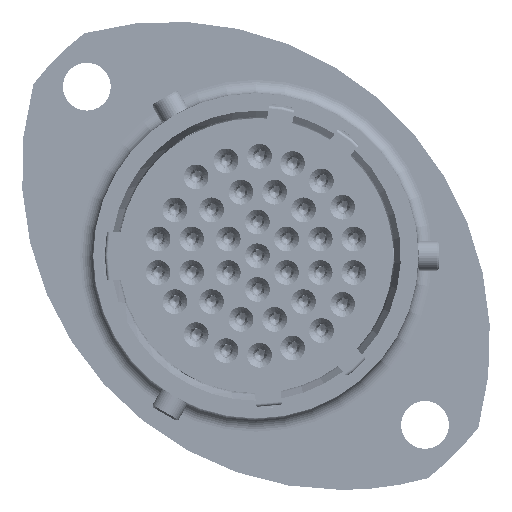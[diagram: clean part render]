
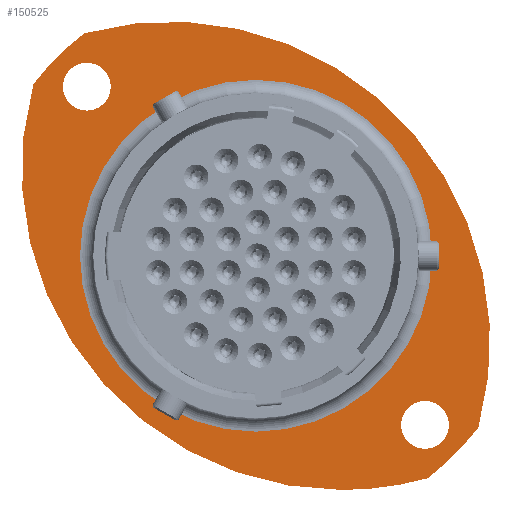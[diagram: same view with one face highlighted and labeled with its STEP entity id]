
A CAD part, left-side view. The second image highlights one B-rep face of the part: STEP entity #150525.
In plain terms, the highlighted planar face has unit normal (-1, 0, 0).
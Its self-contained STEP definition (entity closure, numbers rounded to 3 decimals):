
#1081 = CARTESIAN_POINT ( 'NONE',  ( 15.98, 11.49, 13.115 ) ) ;
#2196 = AXIS2_PLACEMENT_3D ( 'NONE', #25299, #23802, #2570 ) ;
#2570 = DIRECTION ( 'NONE',  ( 0., 0., -1. ) ) ;
#2897 = VERTEX_POINT ( 'NONE', #136568 ) ;
#3110 = ORIENTED_EDGE ( 'NONE', *, *, #19420, .T. ) ;
#3218 = AXIS2_PLACEMENT_3D ( 'NONE', #134367, #18305, #66033 ) ;
#3314 = DIRECTION ( 'NONE',  ( 0., 0., 1. ) ) ;
#4337 = ORIENTED_EDGE ( 'NONE', *, *, #34636, .T. ) ;
#5345 = FACE_BOUND ( 'NONE', #119401, .T. ) ;
#5690 = DIRECTION ( 'NONE',  ( 0., 0., -1. ) ) ;
#8332 = EDGE_CURVE ( 'NONE', #132129, #34178, #105260, .T. ) ;
#15372 = CARTESIAN_POINT ( 'NONE',  ( 15.98, 0., 11.955 ) ) ;
#16322 = DIRECTION ( 'NONE',  ( 1., 0., 0. ) ) ;
#16895 = CARTESIAN_POINT ( 'NONE',  ( 15.98, -15.118, -11.673 ) ) ;
#18305 = DIRECTION ( 'NONE',  ( -1., 0., 0. ) ) ;
#18946 = ORIENTED_EDGE ( 'NONE', *, *, #54788, .T. ) ;
#18985 = ORIENTED_EDGE ( 'NONE', *, *, #91515, .F. ) ;
#19420 = EDGE_CURVE ( 'NONE', #94723, #132304, #77689, .T. ) ;
#20405 = AXIS2_PLACEMENT_3D ( 'NONE', #27204, #40440, #109528 ) ;
#20906 = ORIENTED_EDGE ( 'NONE', *, *, #21014, .T. ) ;
#21014 = EDGE_CURVE ( 'NONE', #34178, #99068, #48622, .T. ) ;
#21244 = CARTESIAN_POINT ( 'NONE',  ( 15.98, 15.118, 11.673 ) ) ;
#23236 = CARTESIAN_POINT ( 'NONE',  ( 15.98, -5.834, 5.834 ) ) ;
#23802 = DIRECTION ( 'NONE',  ( -1., 0., 0. ) ) ;
#25299 = CARTESIAN_POINT ( 'NONE',  ( 15.98, 11.49, 11.49 ) ) ;
#27204 = CARTESIAN_POINT ( 'NONE',  ( 15.98, 0., 0. ) ) ;
#29668 = PLANE ( 'NONE',  #91165 ) ;
#31651 = CARTESIAN_POINT ( 'NONE',  ( 15.98, -5.834, 5.834 ) ) ;
#31883 = CARTESIAN_POINT ( 'NONE',  ( 15.98, 0., 0. ) ) ;
#33419 = CARTESIAN_POINT ( 'NONE',  ( 15.98, 5.834, -5.834 ) ) ;
#34178 = VERTEX_POINT ( 'NONE', #21244 ) ;
#34636 = EDGE_CURVE ( 'NONE', #109406, #44727, #87952, .T. ) ;
#34888 = VERTEX_POINT ( 'NONE', #1081 ) ;
#39530 = CARTESIAN_POINT ( 'NONE',  ( 15.98, -11.49, -13.115 ) ) ;
#40440 = DIRECTION ( 'NONE',  ( 1., 0., 0. ) ) ;
#41896 = DIRECTION ( 'NONE',  ( -1., 0., 0. ) ) ;
#43637 = ORIENTED_EDGE ( 'NONE', *, *, #114004, .F. ) ;
#44727 = VERTEX_POINT ( 'NONE', #15372 ) ;
#47136 = CARTESIAN_POINT ( 'NONE',  ( 15.98, 11.49, 9.865 ) ) ;
#48622 = CIRCLE ( 'NONE', #113762, 21.75 ) ;
#49672 = CIRCLE ( 'NONE', #2196, 1.625 ) ;
#51204 = EDGE_CURVE ( 'NONE', #132304, #132129, #96408, .T. ) ;
#52331 = FACE_OUTER_BOUND ( 'NONE', #109589, .T. ) ;
#54788 = EDGE_CURVE ( 'NONE', #44727, #109406, #125905, .T. ) ;
#55218 = AXIS2_PLACEMENT_3D ( 'NONE', #86419, #85625, #3314 ) ;
#55380 = EDGE_CURVE ( 'NONE', #74311, #2897, #126144, .T. ) ;
#56631 = DIRECTION ( 'NONE',  ( -1., 0., 0. ) ) ;
#59052 = EDGE_LOOP ( 'NONE', ( #90988, #114163 ) ) ;
#61997 = ORIENTED_EDGE ( 'NONE', *, *, #51204, .T. ) ;
#62605 = AXIS2_PLACEMENT_3D ( 'NONE', #65172, #76965, #110775 ) ;
#65172 = CARTESIAN_POINT ( 'NONE',  ( 15.98, 0., 0. ) ) ;
#65924 = CARTESIAN_POINT ( 'NONE',  ( 15.98, 0., -11.955 ) ) ;
#66033 = DIRECTION ( 'NONE',  ( 0., 0., -1. ) ) ;
#69134 = DIRECTION ( 'NONE',  ( 0., 0., -1. ) ) ;
#70624 = AXIS2_PLACEMENT_3D ( 'NONE', #31651, #56631, #69134 ) ;
#70958 = DIRECTION ( 'NONE',  ( -1., 0., 0. ) ) ;
#74311 = VERTEX_POINT ( 'NONE', #39530 ) ;
#76965 = DIRECTION ( 'NONE',  ( -1., 0., 0. ) ) ;
#77357 = FACE_BOUND ( 'NONE', #90188, .T. ) ;
#77689 = CIRCLE ( 'NONE', #55218, 19.1 ) ;
#78104 = DIRECTION ( 'NONE',  ( 1., 0., 0. ) ) ;
#85625 = DIRECTION ( 'NONE',  ( -1., 0., 0. ) ) ;
#86419 = CARTESIAN_POINT ( 'NONE',  ( 15.98, 0., 0. ) ) ;
#87952 = CIRCLE ( 'NONE', #20405, 11.955 ) ;
#88420 = DIRECTION ( 'NONE',  ( 0., 0., -1. ) ) ;
#89057 = CIRCLE ( 'NONE', #141610, 1.625 ) ;
#89446 = EDGE_CURVE ( 'NONE', #99068, #94723, #138229, .T. ) ;
#90188 = EDGE_LOOP ( 'NONE', ( #4337, #18946 ) ) ;
#90988 = ORIENTED_EDGE ( 'NONE', *, *, #55380, .F. ) ;
#91165 = AXIS2_PLACEMENT_3D ( 'NONE', #148738, #16322, #88420 ) ;
#91515 = EDGE_CURVE ( 'NONE', #93969, #34888, #49672, .T. ) ;
#93969 = VERTEX_POINT ( 'NONE', #47136 ) ;
#94723 = VERTEX_POINT ( 'NONE', #133389 ) ;
#95355 = DIRECTION ( 'NONE',  ( 0., 0., -1. ) ) ;
#95976 = AXIS2_PLACEMENT_3D ( 'NONE', #31883, #78104, #129096 ) ;
#96408 = CIRCLE ( 'NONE', #148924, 21.75 ) ;
#96792 = ORIENTED_EDGE ( 'NONE', *, *, #8332, .T. ) ;
#99068 = VERTEX_POINT ( 'NONE', #115419 ) ;
#100775 = CARTESIAN_POINT ( 'NONE',  ( 15.98, 11.49, 11.49 ) ) ;
#103087 = DIRECTION ( 'NONE',  ( 0., 0., -1. ) ) ;
#105260 = CIRCLE ( 'NONE', #62605, 19.1 ) ;
#109406 = VERTEX_POINT ( 'NONE', #65924 ) ;
#109528 = DIRECTION ( 'NONE',  ( 0., 0., -1. ) ) ;
#109589 = EDGE_LOOP ( 'NONE', ( #20906, #147528, #3110, #61997, #96792 ) ) ;
#110775 = DIRECTION ( 'NONE',  ( 0., 0., 1. ) ) ;
#113762 = AXIS2_PLACEMENT_3D ( 'NONE', #23236, #70958, #118837 ) ;
#114004 = EDGE_CURVE ( 'NONE', #34888, #93969, #89057, .T. ) ;
#114163 = ORIENTED_EDGE ( 'NONE', *, *, #145269, .F. ) ;
#114225 = FACE_BOUND ( 'NONE', #59052, .T. ) ;
#115419 = CARTESIAN_POINT ( 'NONE',  ( 15.98, -5.834, -15.916 ) ) ;
#118837 = DIRECTION ( 'NONE',  ( 0., 0., -1. ) ) ;
#119401 = EDGE_LOOP ( 'NONE', ( #18985, #43637 ) ) ;
#121108 = AXIS2_PLACEMENT_3D ( 'NONE', #149079, #139604, #5690 ) ;
#123252 = CIRCLE ( 'NONE', #3218, 1.625 ) ;
#125905 = CIRCLE ( 'NONE', #95976, 11.955 ) ;
#126144 = CIRCLE ( 'NONE', #121108, 1.625 ) ;
#129096 = DIRECTION ( 'NONE',  ( 0., 0., -1. ) ) ;
#129845 = DIRECTION ( 'NONE',  ( -1., 0., 0. ) ) ;
#132129 = VERTEX_POINT ( 'NONE', #144735 ) ;
#132304 = VERTEX_POINT ( 'NONE', #16895 ) ;
#133389 = CARTESIAN_POINT ( 'NONE',  ( 15.98, -11.673, -15.118 ) ) ;
#134367 = CARTESIAN_POINT ( 'NONE',  ( 15.98, -11.49, -11.49 ) ) ;
#136568 = CARTESIAN_POINT ( 'NONE',  ( 15.98, -11.49, -9.865 ) ) ;
#138229 = CIRCLE ( 'NONE', #70624, 21.75 ) ;
#139604 = DIRECTION ( 'NONE',  ( -1., 0., 0. ) ) ;
#141610 = AXIS2_PLACEMENT_3D ( 'NONE', #100775, #41896, #103087 ) ;
#144735 = CARTESIAN_POINT ( 'NONE',  ( 15.98, 11.673, 15.118 ) ) ;
#145269 = EDGE_CURVE ( 'NONE', #2897, #74311, #123252, .T. ) ;
#147528 = ORIENTED_EDGE ( 'NONE', *, *, #89446, .T. ) ;
#148738 = CARTESIAN_POINT ( 'NONE',  ( 15.98, 11.055, 0. ) ) ;
#148924 = AXIS2_PLACEMENT_3D ( 'NONE', #33419, #129845, #95355 ) ;
#149079 = CARTESIAN_POINT ( 'NONE',  ( 15.98, -11.49, -11.49 ) ) ;
#150525 = ADVANCED_FACE ( 'NONE', ( #77357, #5345, #114225, #52331 ), #29668, .F. ) ;
